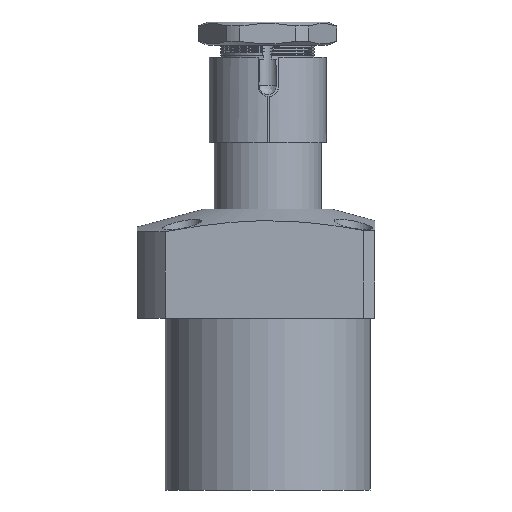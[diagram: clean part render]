
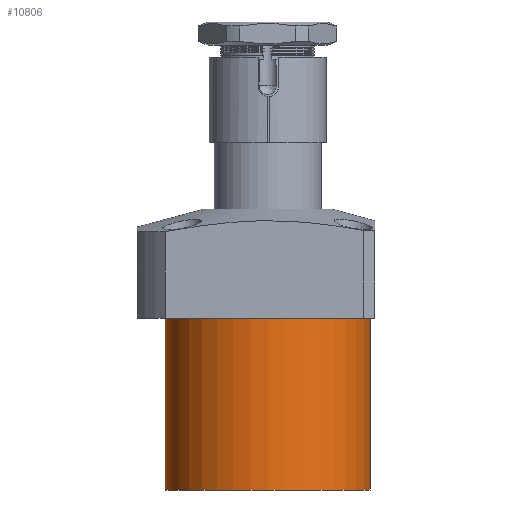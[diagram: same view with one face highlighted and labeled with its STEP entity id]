
A CAD part, front view. The second image highlights one B-rep face of the part: STEP entity #10806.
In plain terms, the highlighted cylindrical face has radius 52.5 mm (diameter 105 mm), a partial arc.
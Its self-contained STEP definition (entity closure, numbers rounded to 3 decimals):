
#193 = DIRECTION ( 'NONE',  ( 0., 0., 1. ) ) ;
#203 = VERTEX_POINT ( 'NONE', #1958 ) ;
#352 = CARTESIAN_POINT ( 'NONE',  ( 0., 0., -88. ) ) ;
#453 = DIRECTION ( 'NONE',  ( 0., 0., -1. ) ) ;
#531 = AXIS2_PLACEMENT_3D ( 'NONE', #10584, #453, #7580 ) ;
#584 = DIRECTION ( 'NONE',  ( 0., 0., 1. ) ) ;
#1958 = CARTESIAN_POINT ( 'NONE',  ( 52.5, 0., 0. ) ) ;
#2852 = EDGE_CURVE ( 'NONE', #4085, #11992, #13141, .T. ) ;
#3118 = CARTESIAN_POINT ( 'NONE',  ( 52.5, 0., -88. ) ) ;
#3182 = CIRCLE ( 'NONE', #9758, 52.5 ) ;
#3351 = ORIENTED_EDGE ( 'NONE', *, *, #6894, .T. ) ;
#3447 = DIRECTION ( 'NONE',  ( 1., 0., 0. ) ) ;
#3450 = CIRCLE ( 'NONE', #531, 52.5 ) ;
#3790 = AXIS2_PLACEMENT_3D ( 'NONE', #352, #9485, #3447 ) ;
#4085 = VERTEX_POINT ( 'NONE', #5212 ) ;
#4266 = ORIENTED_EDGE ( 'NONE', *, *, #13078, .T. ) ;
#4293 = ORIENTED_EDGE ( 'NONE', *, *, #7427, .T. ) ;
#4594 = CYLINDRICAL_SURFACE ( 'NONE', #3790, 52.5 ) ;
#5101 = LINE ( 'NONE', #3118, #10884 ) ;
#5212 = CARTESIAN_POINT ( 'NONE',  ( -52.5, 0., -88. ) ) ;
#5586 = CARTESIAN_POINT ( 'NONE',  ( -52.5, 0., 0. ) ) ;
#6289 = DIRECTION ( 'NONE',  ( 0., 0., 1. ) ) ;
#6894 = EDGE_CURVE ( 'NONE', #4085, #7459, #3182, .T. ) ;
#7427 = EDGE_CURVE ( 'NONE', #7459, #203, #5101, .T. ) ;
#7459 = VERTEX_POINT ( 'NONE', #10271 ) ;
#7580 = DIRECTION ( 'NONE',  ( 1., 0., 0. ) ) ;
#8006 = VECTOR ( 'NONE', #584, 1000. ) ;
#8442 = EDGE_LOOP ( 'NONE', ( #11021, #3351, #4293, #4266 ) ) ;
#8481 = CARTESIAN_POINT ( 'NONE',  ( 0., 0., -88. ) ) ;
#8901 = CARTESIAN_POINT ( 'NONE',  ( -52.5, 0., -88. ) ) ;
#9485 = DIRECTION ( 'NONE',  ( 0., 0., 1. ) ) ;
#9758 = AXIS2_PLACEMENT_3D ( 'NONE', #8481, #193, #11538 ) ;
#10271 = CARTESIAN_POINT ( 'NONE',  ( 52.5, 0., -88. ) ) ;
#10584 = CARTESIAN_POINT ( 'NONE',  ( 0., 0., 0. ) ) ;
#10806 = ADVANCED_FACE ( 'NONE', ( #11018 ), #4594, .T. ) ;
#10884 = VECTOR ( 'NONE', #6289, 1000. ) ;
#11018 = FACE_OUTER_BOUND ( 'NONE', #8442, .T. ) ;
#11021 = ORIENTED_EDGE ( 'NONE', *, *, #2852, .F. ) ;
#11538 = DIRECTION ( 'NONE',  ( 1., 0., 0. ) ) ;
#11992 = VERTEX_POINT ( 'NONE', #5586 ) ;
#13078 = EDGE_CURVE ( 'NONE', #203, #11992, #3450, .T. ) ;
#13141 = LINE ( 'NONE', #8901, #8006 ) ;
